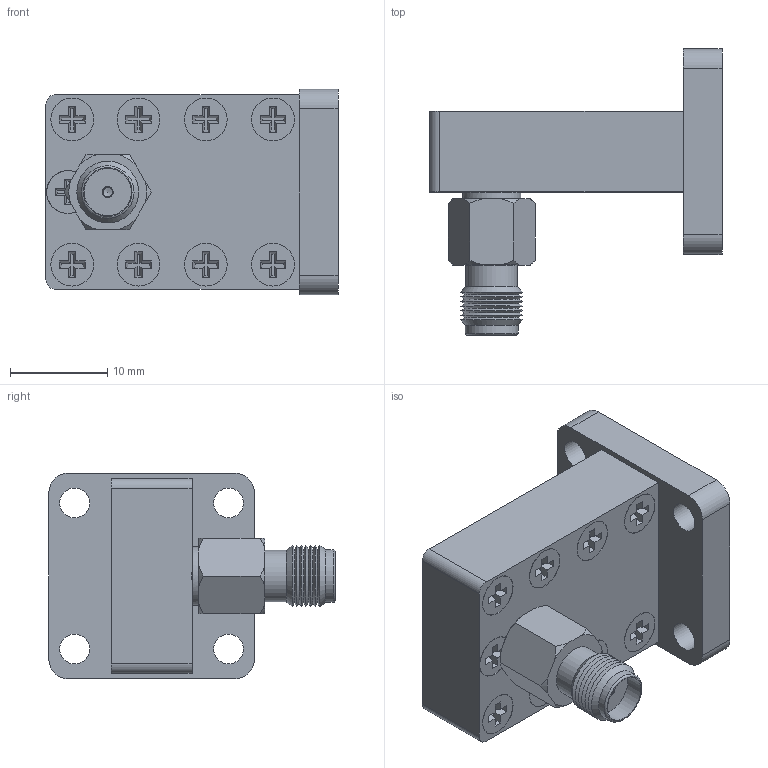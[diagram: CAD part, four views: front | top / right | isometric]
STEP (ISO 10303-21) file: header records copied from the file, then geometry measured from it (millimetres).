
FILE_DESCRIPTION (( 'STEP AP214' ), '1' );
FILE_NAME ('PEWCA1102_3D.STEP', '2020-05-26T22:26:26', ( '' ), ( '' ), 'SwSTEP 2.0', 'SolidWorks 2018', '' );
FILE_SCHEMA (( 'AUTOMOTIVE_DESIGN' ));
Length unit declared in the file: inch
Products named in the file (1): PEWCA1102_3D
Bounding box: 30 x 29.4 x 21.1 mm (x, y, z)
Volume: 5391.9 mm3; surface area: 4030.9 mm2
Topology: 1 solids, 1 shells, 210 faces, 528 edges, 346 vertices
Faces by surface type: plane 156, cone 27, cylinder 26, torus 1
Full cylindrical faces by diameter (mm): 0.953 x1, 1.078 x1, 1.136 x1, 3.064 x4, 4.399 x9, 4.839 x1, 5.286 x1, 5.406 x1, 6.005 x1
Entity records: 6090 total; most frequent: CARTESIAN_POINT 1123, ORIENTED_EDGE 978, DIRECTION 968, EDGE_CURVE 489, LINE 384, VECTOR 384, VERTEX_POINT 343, AXIS2_PLACEMENT_3D 292
